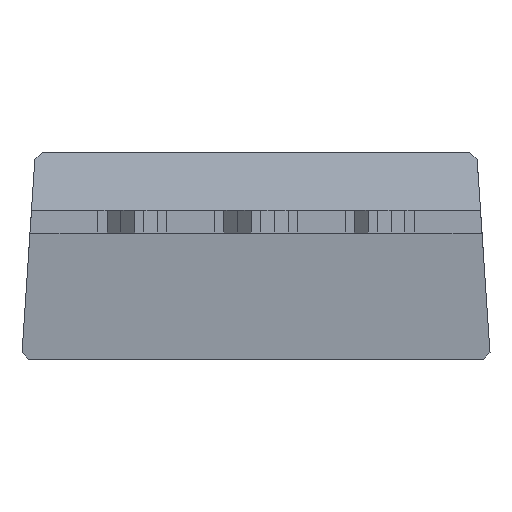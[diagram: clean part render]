
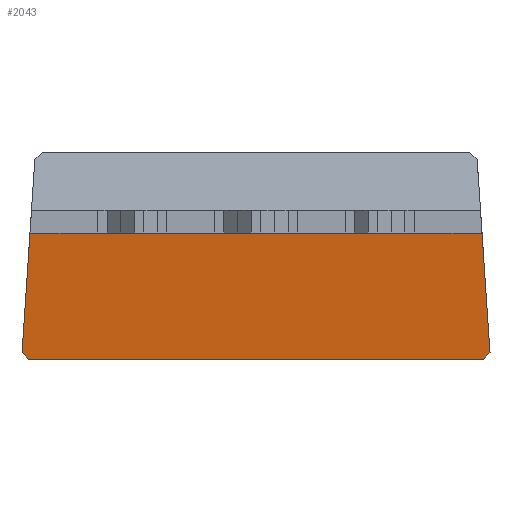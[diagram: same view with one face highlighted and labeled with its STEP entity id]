
A CAD part, front view. The second image highlights one B-rep face of the part: STEP entity #2043.
In plain terms, the highlighted planar face has unit normal (0, -0.994, -0.108).
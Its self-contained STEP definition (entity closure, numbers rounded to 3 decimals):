
#15 = DIRECTION ( 'NONE',  ( -1., 0., 0. ) ) ;
#166 = DIRECTION ( 'NONE',  ( 0., 0.108, -0.994 ) ) ;
#183 = VECTOR ( 'NONE', #3281, 1000. ) ;
#210 = VERTEX_POINT ( 'NONE', #309 ) ;
#218 = ORIENTED_EDGE ( 'NONE', *, *, #1757, .T. ) ;
#268 = EDGE_CURVE ( 'NONE', #2838, #2537, #2038, .T. ) ;
#309 = CARTESIAN_POINT ( 'NONE',  ( 4.917, 0., 2.273 ) ) ;
#350 = VECTOR ( 'NONE', #648, 1000. ) ;
#379 = ORIENTED_EDGE ( 'NONE', *, *, #2976, .T. ) ;
#398 = CARTESIAN_POINT ( 'NONE',  ( 5.1, 0., 2.273 ) ) ;
#436 = DIRECTION ( 'NONE',  ( -1., 0., 0. ) ) ;
#578 = CARTESIAN_POINT ( 'NONE',  ( -5.1, 0.3, -0.477 ) ) ;
#648 = DIRECTION ( 'NONE',  ( -1., 0., 0. ) ) ;
#675 = CARTESIAN_POINT ( 'NONE',  ( 5.09, 0.284, -0.327 ) ) ;
#820 = CARTESIAN_POINT ( 'NONE',  ( -3.24, 0., 2.273 ) ) ;
#834 = ORIENTED_EDGE ( 'NONE', *, *, #268, .F. ) ;
#897 = EDGE_CURVE ( 'NONE', #2838, #2044, #2059, .T. ) ;
#963 = CARTESIAN_POINT ( 'NONE',  ( -2.14, 0., 2.273 ) ) ;
#996 = EDGE_CURVE ( 'NONE', #3046, #1191, #2475, .T. ) ;
#1076 = CARTESIAN_POINT ( 'NONE',  ( -5.09, 0.284, -0.327 ) ) ;
#1079 = LINE ( 'NONE', #3216, #1871 ) ;
#1107 = DIRECTION ( 'NONE',  ( 0.681, -0.079, 0.728 ) ) ;
#1121 = EDGE_CURVE ( 'NONE', #1865, #1187, #2792, .T. ) ;
#1138 = EDGE_LOOP ( 'NONE', ( #1637, #2031, #218, #3762, #3345, #1917, #379, #834, #2078, #3694, #3339, #2012 ) ) ;
#1177 = LINE ( 'NONE', #1949, #2754 ) ;
#1187 = VERTEX_POINT ( 'NONE', #1076 ) ;
#1191 = VERTEX_POINT ( 'NONE', #963 ) ;
#1255 = CARTESIAN_POINT ( 'NONE',  ( 3.24, 0., 2.273 ) ) ;
#1390 = DIRECTION ( 'NONE',  ( 0.681, 0.079, -0.728 ) ) ;
#1613 = CARTESIAN_POINT ( 'NONE',  ( 5.1, 0., 2.273 ) ) ;
#1637 = ORIENTED_EDGE ( 'NONE', *, *, #2598, .T. ) ;
#1645 = LINE ( 'NONE', #3462, #1756 ) ;
#1684 = VECTOR ( 'NONE', #2739, 1000. ) ;
#1695 = LINE ( 'NONE', #578, #3165 ) ;
#1738 = EDGE_CURVE ( 'NONE', #3303, #2326, #1645, .T. ) ;
#1756 = VECTOR ( 'NONE', #1107, 1000. ) ;
#1757 = EDGE_CURVE ( 'NONE', #1187, #2095, #3533, .T. ) ;
#1787 = DIRECTION ( 'NONE',  ( -0.066, -0.108, 0.992 ) ) ;
#1828 = AXIS2_PLACEMENT_3D ( 'NONE', #1613, #3376, #166 ) ;
#1865 = VERTEX_POINT ( 'NONE', #2036 ) ;
#1871 = VECTOR ( 'NONE', #2841, 1000. ) ;
#1914 = CARTESIAN_POINT ( 'NONE',  ( 0.7, 0., 2.273 ) ) ;
#1917 = ORIENTED_EDGE ( 'NONE', *, *, #2723, .T. ) ;
#1924 = PLANE ( 'NONE',  #1828 ) ;
#1949 = CARTESIAN_POINT ( 'NONE',  ( 0.7, 0., 2.273 ) ) ;
#2012 = ORIENTED_EDGE ( 'NONE', *, *, #996, .F. ) ;
#2031 = ORIENTED_EDGE ( 'NONE', *, *, #1121, .T. ) ;
#2036 = CARTESIAN_POINT ( 'NONE',  ( -4.917, 0., 2.273 ) ) ;
#2038 = LINE ( 'NONE', #2404, #1684 ) ;
#2043 = ADVANCED_FACE ( 'NONE', ( #3258 ), #1924, .T. ) ;
#2044 = VERTEX_POINT ( 'NONE', #1914 ) ;
#2052 = LINE ( 'NONE', #398, #2756 ) ;
#2054 = CARTESIAN_POINT ( 'NONE',  ( 5.09, 0.284, -0.327 ) ) ;
#2059 = LINE ( 'NONE', #2994, #350 ) ;
#2078 = ORIENTED_EDGE ( 'NONE', *, *, #897, .T. ) ;
#2095 = VERTEX_POINT ( 'NONE', #3613 ) ;
#2123 = VECTOR ( 'NONE', #1390, 1000. ) ;
#2157 = CARTESIAN_POINT ( 'NONE',  ( 2.14, 0., 2.273 ) ) ;
#2215 = DIRECTION ( 'NONE',  ( -1., 0., 0. ) ) ;
#2277 = CARTESIAN_POINT ( 'NONE',  ( -5.09, 0.284, -0.327 ) ) ;
#2297 = VECTOR ( 'NONE', #2999, 1000. ) ;
#2298 = LINE ( 'NONE', #2054, #3756 ) ;
#2326 = VERTEX_POINT ( 'NONE', #675 ) ;
#2404 = CARTESIAN_POINT ( 'NONE',  ( 3.24, 0., 2.273 ) ) ;
#2475 = LINE ( 'NONE', #2982, #183 ) ;
#2489 = CARTESIAN_POINT ( 'NONE',  ( -0.7, 0., 2.273 ) ) ;
#2537 = VERTEX_POINT ( 'NONE', #1255 ) ;
#2563 = VERTEX_POINT ( 'NONE', #2489 ) ;
#2598 = EDGE_CURVE ( 'NONE', #3046, #1865, #2052, .T. ) ;
#2655 = EDGE_CURVE ( 'NONE', #3303, #2095, #1695, .T. ) ;
#2723 = EDGE_CURVE ( 'NONE', #2326, #210, #2298, .T. ) ;
#2739 = DIRECTION ( 'NONE',  ( 1., 0., 0. ) ) ;
#2754 = VECTOR ( 'NONE', #3449, 1000. ) ;
#2756 = VECTOR ( 'NONE', #436, 1000. ) ;
#2792 = LINE ( 'NONE', #3142, #2297 ) ;
#2793 = CARTESIAN_POINT ( 'NONE',  ( 5.1, 0., 2.273 ) ) ;
#2838 = VERTEX_POINT ( 'NONE', #2157 ) ;
#2841 = DIRECTION ( 'NONE',  ( -1., 0., 0. ) ) ;
#2853 = EDGE_CURVE ( 'NONE', #2563, #2044, #1177, .T. ) ;
#2961 = VECTOR ( 'NONE', #2215, 1000. ) ;
#2976 = EDGE_CURVE ( 'NONE', #210, #2537, #3751, .T. ) ;
#2982 = CARTESIAN_POINT ( 'NONE',  ( -1.84, 0., 2.273 ) ) ;
#2994 = CARTESIAN_POINT ( 'NONE',  ( 5.1, 0., 2.273 ) ) ;
#2999 = DIRECTION ( 'NONE',  ( -0.066, 0.108, -0.992 ) ) ;
#3046 = VERTEX_POINT ( 'NONE', #820 ) ;
#3142 = CARTESIAN_POINT ( 'NONE',  ( -4.917, 0., 2.273 ) ) ;
#3165 = VECTOR ( 'NONE', #15, 1000. ) ;
#3169 = EDGE_CURVE ( 'NONE', #2563, #1191, #1079, .T. ) ;
#3216 = CARTESIAN_POINT ( 'NONE',  ( 5.1, 0., 2.273 ) ) ;
#3258 = FACE_OUTER_BOUND ( 'NONE', #1138, .T. ) ;
#3281 = DIRECTION ( 'NONE',  ( 1., 0., 0. ) ) ;
#3303 = VERTEX_POINT ( 'NONE', #3323 ) ;
#3323 = CARTESIAN_POINT ( 'NONE',  ( 4.95, 0.3, -0.477 ) ) ;
#3339 = ORIENTED_EDGE ( 'NONE', *, *, #3169, .T. ) ;
#3345 = ORIENTED_EDGE ( 'NONE', *, *, #1738, .T. ) ;
#3376 = DIRECTION ( 'NONE',  ( 0., -0.994, -0.108 ) ) ;
#3449 = DIRECTION ( 'NONE',  ( 1., 0., 0. ) ) ;
#3462 = CARTESIAN_POINT ( 'NONE',  ( 4.95, 0.3, -0.477 ) ) ;
#3533 = LINE ( 'NONE', #2277, #2123 ) ;
#3613 = CARTESIAN_POINT ( 'NONE',  ( -4.95, 0.3, -0.477 ) ) ;
#3694 = ORIENTED_EDGE ( 'NONE', *, *, #2853, .F. ) ;
#3751 = LINE ( 'NONE', #2793, #2961 ) ;
#3756 = VECTOR ( 'NONE', #1787, 1000. ) ;
#3762 = ORIENTED_EDGE ( 'NONE', *, *, #2655, .F. ) ;
